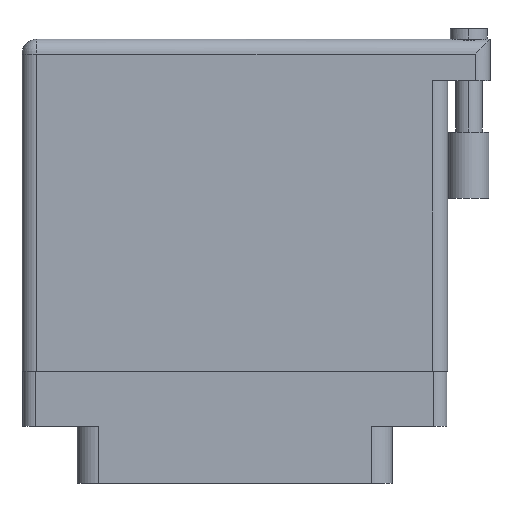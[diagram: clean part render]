
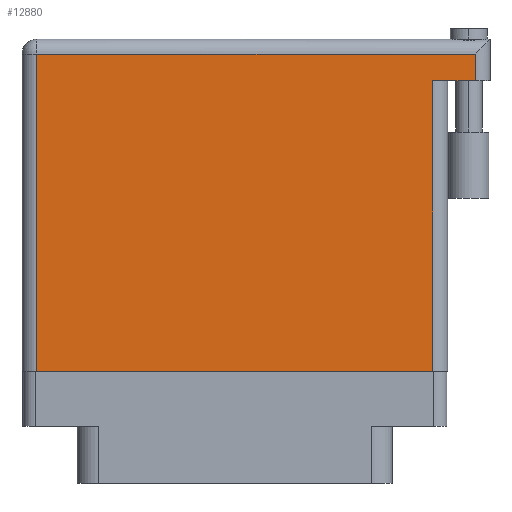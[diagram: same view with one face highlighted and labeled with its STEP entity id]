
A CAD part, front view. The second image highlights one B-rep face of the part: STEP entity #12880.
In plain terms, the highlighted face is planar.
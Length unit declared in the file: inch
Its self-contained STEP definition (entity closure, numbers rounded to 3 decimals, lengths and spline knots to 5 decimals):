
#1086 = DIRECTION ( 'NONE',  ( 0., -1., 0. ) ) ;
#1129 = EDGE_LOOP ( 'NONE', ( #20288, #21015, #30842, #24476, #20379, #29344 ) ) ;
#1211 = EDGE_CURVE ( 'NONE', #19105, #9550, #11912, .T. ) ;
#3966 = LINE ( 'NONE', #30510, #22372 ) ;
#4393 = DIRECTION ( 'NONE',  ( 0., 1., 0. ) ) ;
#6652 = EDGE_CURVE ( 'NONE', #9029, #19105, #17404, .T. ) ;
#6663 = CARTESIAN_POINT ( 'NONE',  ( 2.138, 1.496, 0. ) ) ;
#6811 = EDGE_CURVE ( 'NONE', #17969, #9029, #16505, .T. ) ;
#9007 = CARTESIAN_POINT ( 'NONE',  ( 0.07, 0., 0. ) ) ;
#9029 = VERTEX_POINT ( 'NONE', #29204 ) ;
#9257 = CARTESIAN_POINT ( 'NONE',  ( 0., 1.566, 0. ) ) ;
#9550 = VERTEX_POINT ( 'NONE', #16435 ) ;
#11049 = VECTOR ( 'NONE', #1086, 39.37008 ) ;
#11857 = PLANE ( 'NONE',  #11882 ) ;
#11882 = AXIS2_PLACEMENT_3D ( 'NONE', #9257, #25469, #12203 ) ;
#11912 = LINE ( 'NONE', #14726, #21166 ) ;
#12203 = DIRECTION ( 'NONE',  ( -1., 0., 0. ) ) ;
#12385 = CARTESIAN_POINT ( 'NONE',  ( 2.138, 1.369, 0. ) ) ;
#12880 = ADVANCED_FACE ( 'NONE', ( #16040 ), #11857, .F. ) ;
#14292 = LINE ( 'NONE', #16080, #23525 ) ;
#14512 = EDGE_CURVE ( 'NONE', #23830, #9550, #14292, .T. ) ;
#14538 = CARTESIAN_POINT ( 'NONE',  ( 1.938, 0., 0. ) ) ;
#14726 = CARTESIAN_POINT ( 'NONE',  ( 1.938, 1.369, 0. ) ) ;
#16040 = FACE_OUTER_BOUND ( 'NONE', #1129, .T. ) ;
#16080 = CARTESIAN_POINT ( 'NONE',  ( 2.208, 1.369, 0. ) ) ;
#16229 = LINE ( 'NONE', #20215, #20031 ) ;
#16435 = CARTESIAN_POINT ( 'NONE',  ( 1.938, 1.369, 0. ) ) ;
#16505 = LINE ( 'NONE', #9007, #11049 ) ;
#17404 = LINE ( 'NONE', #18765, #32512 ) ;
#17969 = VERTEX_POINT ( 'NONE', #34565 ) ;
#18421 = DIRECTION ( 'NONE',  ( -1., 0., 0. ) ) ;
#18765 = CARTESIAN_POINT ( 'NONE',  ( 0., 0., 0. ) ) ;
#19105 = VERTEX_POINT ( 'NONE', #14538 ) ;
#20031 = VECTOR ( 'NONE', #4393, 39.37008 ) ;
#20191 = VERTEX_POINT ( 'NONE', #6663 ) ;
#20215 = CARTESIAN_POINT ( 'NONE',  ( 2.138, 1.566, 0. ) ) ;
#20288 = ORIENTED_EDGE ( 'NONE', *, *, #6652, .T. ) ;
#20379 = ORIENTED_EDGE ( 'NONE', *, *, #26278, .T. ) ;
#21015 = ORIENTED_EDGE ( 'NONE', *, *, #1211, .T. ) ;
#21166 = VECTOR ( 'NONE', #33143, 39.37008 ) ;
#22355 = EDGE_CURVE ( 'NONE', #23830, #20191, #16229, .T. ) ;
#22372 = VECTOR ( 'NONE', #22621, 39.37008 ) ;
#22621 = DIRECTION ( 'NONE',  ( -1., 0., 0. ) ) ;
#23525 = VECTOR ( 'NONE', #18421, 39.37008 ) ;
#23830 = VERTEX_POINT ( 'NONE', #12385 ) ;
#24403 = DIRECTION ( 'NONE',  ( 1., 0., 0. ) ) ;
#24476 = ORIENTED_EDGE ( 'NONE', *, *, #22355, .T. ) ;
#25469 = DIRECTION ( 'NONE',  ( 0., 0., -1. ) ) ;
#26278 = EDGE_CURVE ( 'NONE', #20191, #17969, #3966, .T. ) ;
#29204 = CARTESIAN_POINT ( 'NONE',  ( 0.07, 0., 0. ) ) ;
#29344 = ORIENTED_EDGE ( 'NONE', *, *, #6811, .T. ) ;
#30510 = CARTESIAN_POINT ( 'NONE',  ( 0., 1.496, 0. ) ) ;
#30842 = ORIENTED_EDGE ( 'NONE', *, *, #14512, .F. ) ;
#32512 = VECTOR ( 'NONE', #24403, 39.37008 ) ;
#33143 = DIRECTION ( 'NONE',  ( 0., 1., 0. ) ) ;
#34565 = CARTESIAN_POINT ( 'NONE',  ( 0.07, 1.496, 0. ) ) ;
